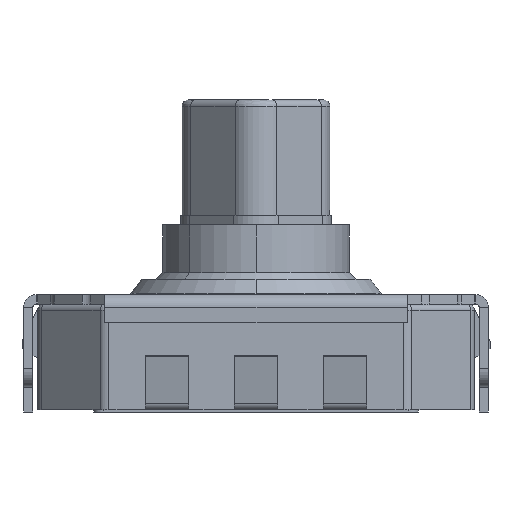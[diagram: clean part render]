
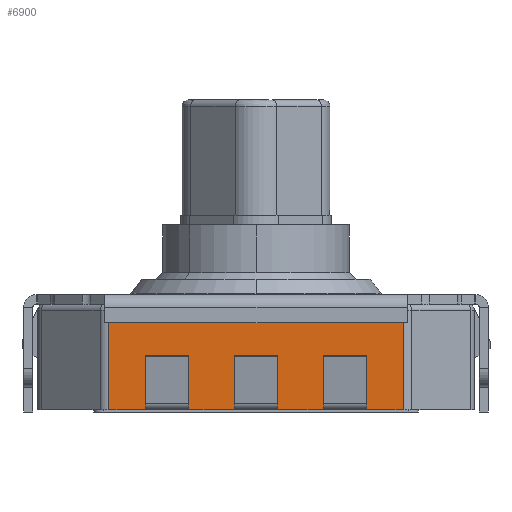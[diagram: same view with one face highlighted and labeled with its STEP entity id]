
A CAD part, left-side view. The second image highlights one B-rep face of the part: STEP entity #6900.
In plain terms, the highlighted planar face has unit normal (-1, 0, 0).
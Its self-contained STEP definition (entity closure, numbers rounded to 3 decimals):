
#1887 = CARTESIAN_POINT ( 'NONE',  ( -3.5, 2.357, 1.63 ) ) ;
#1888 = LINE ( 'NONE', #1899, #1898 ) ;
#1889 = CARTESIAN_POINT ( 'NONE',  ( -3.5, 2.357, 0.04 ) ) ;
#1897 = DIRECTION ( 'NONE',  ( 0., 0., 1. ) ) ;
#1898 = VECTOR ( 'NONE', #1897, 1000. ) ;
#1899 = CARTESIAN_POINT ( 'NONE',  ( -3.5, 2.357, 1.73 ) ) ;
#1919 = DIRECTION ( 'NONE',  ( 0., 1., 0. ) ) ;
#1920 = VECTOR ( 'NONE', #1919, 1000. ) ;
#1921 = CARTESIAN_POINT ( 'NONE',  ( -3.5, 0., 0.04 ) ) ;
#1922 = LINE ( 'NONE', #1921, #1920 ) ;
#1923 = DIRECTION ( 'NONE',  ( 0., 1., 0. ) ) ;
#1924 = VECTOR ( 'NONE', #1923, 1000. ) ;
#1925 = CARTESIAN_POINT ( 'NONE',  ( -3.5, 0., 0.04 ) ) ;
#1934 = LINE ( 'NONE', #1925, #1924 ) ;
#1949 = DIRECTION ( 'NONE',  ( 0., -1., 0. ) ) ;
#1950 = VECTOR ( 'NONE', #1949, 1000. ) ;
#1951 = CARTESIAN_POINT ( 'NONE',  ( -3.5, 2.357, 1.63 ) ) ;
#1952 = LINE ( 'NONE', #1951, #1950 ) ;
#1984 = FACE_OUTER_BOUND ( 'NONE', #6901, .T. ) ;
#2005 = DIRECTION ( 'NONE',  ( 0., 0., -1. ) ) ;
#2006 = DIRECTION ( 'NONE',  ( 1., 0., 0. ) ) ;
#2007 = CARTESIAN_POINT ( 'NONE',  ( -3.5, 0., 1.73 ) ) ;
#2008 = AXIS2_PLACEMENT_3D ( 'NONE', #2007, #2006, #2005 ) ;
#2009 = PLANE ( 'NONE',  #2008 ) ;
#2232 = DIRECTION ( 'NONE',  ( 0., 0., -1. ) ) ;
#2233 = VECTOR ( 'NONE', #2232, 1000. ) ;
#2234 = CARTESIAN_POINT ( 'NONE',  ( -3.5, -2.357, 1.73 ) ) ;
#2235 = LINE ( 'NONE', #2234, #2233 ) ;
#2236 = CARTESIAN_POINT ( 'NONE',  ( -3.5, -2.357, 0.04 ) ) ;
#2237 = CARTESIAN_POINT ( 'NONE',  ( -3.5, -2.357, 1.63 ) ) ;
#2276 = DIRECTION ( 'NONE',  ( 0., 1., 0. ) ) ;
#2277 = VECTOR ( 'NONE', #2276, 1000. ) ;
#2278 = CARTESIAN_POINT ( 'NONE',  ( -3.5, 0., 0.04 ) ) ;
#2279 = LINE ( 'NONE', #2278, #2277 ) ;
#2309 = DIRECTION ( 'NONE',  ( 0., 1., 0. ) ) ;
#2310 = VECTOR ( 'NONE', #2309, 1000. ) ;
#2311 = CARTESIAN_POINT ( 'NONE',  ( -3.5, 0., 0.04 ) ) ;
#2312 = LINE ( 'NONE', #2311, #2310 ) ;
#6415 = VERTEX_POINT ( 'NONE', #11577 ) ;
#6417 = EDGE_CURVE ( 'NONE', #6415, #6565, #11630, .T. ) ;
#6441 = EDGE_CURVE ( 'NONE', #6535, #6442, #11571, .T. ) ;
#6442 = VERTEX_POINT ( 'NONE', #11567 ) ;
#6482 = EDGE_CURVE ( 'NONE', #6483, #6484, #11854, .T. ) ;
#6483 = VERTEX_POINT ( 'NONE', #11850 ) ;
#6484 = VERTEX_POINT ( 'NONE', #11849 ) ;
#6494 = VERTEX_POINT ( 'NONE', #11805 ) ;
#6535 = VERTEX_POINT ( 'NONE', #12025 ) ;
#6540 = EDGE_CURVE ( 'NONE', #6494, #6541, #12024, .T. ) ;
#6541 = VERTEX_POINT ( 'NONE', #12020 ) ;
#6565 = VERTEX_POINT ( 'NONE', #11949 ) ;
#6573 = VERTEX_POINT ( 'NONE', #12275 ) ;
#6577 = EDGE_CURVE ( 'NONE', #6565, #6573, #12273, .T. ) ;
#6586 = EDGE_CURVE ( 'NONE', #6573, #6587, #12107, .T. ) ;
#6587 = VERTEX_POINT ( 'NONE', #12104 ) ;
#6594 = VERTEX_POINT ( 'NONE', #12072 ) ;
#6611 = EDGE_CURVE ( 'NONE', #6594, #6612, #12220, .T. ) ;
#6612 = VERTEX_POINT ( 'NONE', #12216 ) ;
#6622 = EDGE_CURVE ( 'NONE', #6612, #6535, #12250, .T. ) ;
#6681 = EDGE_CURVE ( 'NONE', #6484, #6494, #12323, .T. ) ;
#6843 = VERTEX_POINT ( 'NONE', #1889 ) ;
#6845 = EDGE_CURVE ( 'NONE', #6843, #6846, #1888, .T. ) ;
#6846 = VERTEX_POINT ( 'NONE', #1887 ) ;
#6884 = ORIENTED_EDGE ( 'NONE', *, *, #6885, .F. ) ;
#6885 = EDGE_CURVE ( 'NONE', #6587, #6594, #1934, .T. ) ;
#6886 = ORIENTED_EDGE ( 'NONE', *, *, #6586, .F. ) ;
#6887 = ORIENTED_EDGE ( 'NONE', *, *, #6577, .F. ) ;
#6888 = ORIENTED_EDGE ( 'NONE', *, *, #6417, .F. ) ;
#6889 = ORIENTED_EDGE ( 'NONE', *, *, #6890, .F. ) ;
#6890 = EDGE_CURVE ( 'NONE', #6960, #6415, #1922, .T. ) ;
#6891 = ORIENTED_EDGE ( 'NONE', *, *, #6962, .F. ) ;
#6892 = ORIENTED_EDGE ( 'NONE', *, *, #6893, .F. ) ;
#6893 = EDGE_CURVE ( 'NONE', #6846, #6959, #1952, .T. ) ;
#6894 = ORIENTED_EDGE ( 'NONE', *, *, #6845, .F. ) ;
#6895 = ORIENTED_EDGE ( 'NONE', *, *, #6988, .F. ) ;
#6900 = ADVANCED_FACE ( 'NONE', ( #1984 ), #2009, .F. ) ;
#6901 = EDGE_LOOP ( 'NONE', ( #6902, #6884, #6886, #6887, #6888, #6889, #6891, #6892, #6894, #6895, #6989, #6990, #6991, #6992, #6984, #6985 ) ) ;
#6902 = ORIENTED_EDGE ( 'NONE', *, *, #6611, .F. ) ;
#6959 = VERTEX_POINT ( 'NONE', #2237 ) ;
#6960 = VERTEX_POINT ( 'NONE', #2236 ) ;
#6962 = EDGE_CURVE ( 'NONE', #6959, #6960, #2235, .T. ) ;
#6983 = EDGE_CURVE ( 'NONE', #6442, #6483, #2279, .T. ) ;
#6984 = ORIENTED_EDGE ( 'NONE', *, *, #6441, .F. ) ;
#6985 = ORIENTED_EDGE ( 'NONE', *, *, #6622, .F. ) ;
#6988 = EDGE_CURVE ( 'NONE', #6541, #6843, #2312, .T. ) ;
#6989 = ORIENTED_EDGE ( 'NONE', *, *, #6540, .F. ) ;
#6990 = ORIENTED_EDGE ( 'NONE', *, *, #6681, .F. ) ;
#6991 = ORIENTED_EDGE ( 'NONE', *, *, #6482, .F. ) ;
#6992 = ORIENTED_EDGE ( 'NONE', *, *, #6983, .F. ) ;
#11567 = CARTESIAN_POINT ( 'NONE',  ( -3.5, 0.35, 0.04 ) ) ;
#11568 = DIRECTION ( 'NONE',  ( 0., 0., -1. ) ) ;
#11569 = VECTOR ( 'NONE', #11568, 1000. ) ;
#11570 = CARTESIAN_POINT ( 'NONE',  ( -3.5, 0.35, 1.73 ) ) ;
#11571 = LINE ( 'NONE', #11570, #11569 ) ;
#11577 = CARTESIAN_POINT ( 'NONE',  ( -3.5, -1.775, 0.04 ) ) ;
#11627 = DIRECTION ( 'NONE',  ( 0., 0., 1. ) ) ;
#11628 = VECTOR ( 'NONE', #11627, 1000. ) ;
#11629 = CARTESIAN_POINT ( 'NONE',  ( -3.5, -1.775, 1.73 ) ) ;
#11630 = LINE ( 'NONE', #11629, #11628 ) ;
#11805 = CARTESIAN_POINT ( 'NONE',  ( -3.5, 1.775, 0.14 ) ) ;
#11849 = CARTESIAN_POINT ( 'NONE',  ( -3.5, 1.075, 0.14 ) ) ;
#11850 = CARTESIAN_POINT ( 'NONE',  ( -3.5, 1.075, 0.04 ) ) ;
#11851 = DIRECTION ( 'NONE',  ( 0., 0., 1. ) ) ;
#11852 = VECTOR ( 'NONE', #11851, 1000. ) ;
#11853 = CARTESIAN_POINT ( 'NONE',  ( -3.5, 1.075, 1.73 ) ) ;
#11854 = LINE ( 'NONE', #11853, #11852 ) ;
#11949 = CARTESIAN_POINT ( 'NONE',  ( -3.5, -1.775, 0.14 ) ) ;
#12020 = CARTESIAN_POINT ( 'NONE',  ( -3.5, 1.775, 0.04 ) ) ;
#12021 = DIRECTION ( 'NONE',  ( 0., 0., -1. ) ) ;
#12022 = VECTOR ( 'NONE', #12021, 1000. ) ;
#12023 = CARTESIAN_POINT ( 'NONE',  ( -3.5, 1.775, 1.73 ) ) ;
#12024 = LINE ( 'NONE', #12023, #12022 ) ;
#12025 = CARTESIAN_POINT ( 'NONE',  ( -3.5, 0.35, 0.14 ) ) ;
#12072 = CARTESIAN_POINT ( 'NONE',  ( -3.5, -0.35, 0.04 ) ) ;
#12104 = CARTESIAN_POINT ( 'NONE',  ( -3.5, -1.075, 0.04 ) ) ;
#12105 = DIRECTION ( 'NONE',  ( 0., 0., -1. ) ) ;
#12106 = VECTOR ( 'NONE', #12105, 1000. ) ;
#12107 = LINE ( 'NONE', #12112, #12106 ) ;
#12112 = CARTESIAN_POINT ( 'NONE',  ( -3.5, -1.075, 1.73 ) ) ;
#12216 = CARTESIAN_POINT ( 'NONE',  ( -3.5, -0.35, 0.14 ) ) ;
#12217 = DIRECTION ( 'NONE',  ( 0., 0., 1. ) ) ;
#12218 = VECTOR ( 'NONE', #12217, 1000. ) ;
#12219 = CARTESIAN_POINT ( 'NONE',  ( -3.5, -0.35, 1.73 ) ) ;
#12220 = LINE ( 'NONE', #12219, #12218 ) ;
#12242 = DIRECTION ( 'NONE',  ( 0., 1., 0. ) ) ;
#12243 = VECTOR ( 'NONE', #12242, 1000. ) ;
#12244 = CARTESIAN_POINT ( 'NONE',  ( -3.5, 0., 0.14 ) ) ;
#12250 = LINE ( 'NONE', #12244, #12243 ) ;
#12270 = DIRECTION ( 'NONE',  ( 0., 1., 0. ) ) ;
#12271 = VECTOR ( 'NONE', #12270, 1000. ) ;
#12272 = CARTESIAN_POINT ( 'NONE',  ( -3.5, 0., 0.14 ) ) ;
#12273 = LINE ( 'NONE', #12272, #12271 ) ;
#12275 = CARTESIAN_POINT ( 'NONE',  ( -3.5, -1.075, 0.14 ) ) ;
#12320 = DIRECTION ( 'NONE',  ( 0., 1., 0. ) ) ;
#12321 = VECTOR ( 'NONE', #12320, 1000. ) ;
#12322 = CARTESIAN_POINT ( 'NONE',  ( -3.5, 0., 0.14 ) ) ;
#12323 = LINE ( 'NONE', #12322, #12321 ) ;
